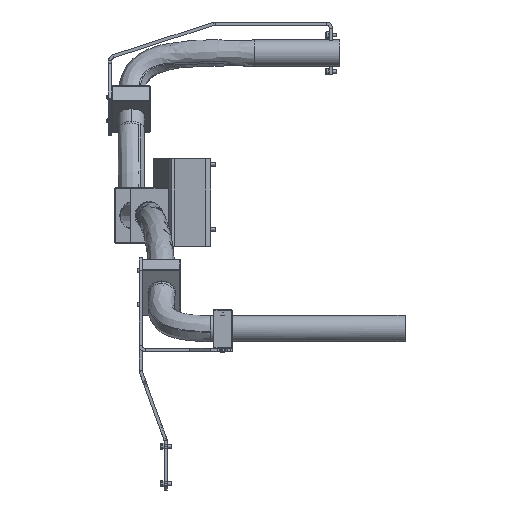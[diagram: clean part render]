
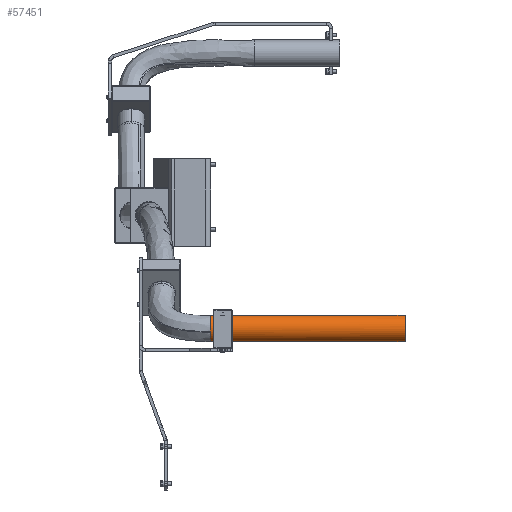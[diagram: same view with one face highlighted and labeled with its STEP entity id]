
A CAD part, front view. The second image highlights one B-rep face of the part: STEP entity #57451.
In plain terms, the highlighted cylindrical face has radius 21.25 mm (diameter 42.5 mm), a partial arc.
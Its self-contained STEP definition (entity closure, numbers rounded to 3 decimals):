
#119 = CIRCLE ( 'NONE', #47114, 21.25 ) ;
#533 = DIRECTION ( 'NONE',  ( 0., 0., -1. ) ) ;
#662 = DIRECTION ( 'NONE',  ( -1., 0., 0. ) ) ;
#963 = CARTESIAN_POINT ( 'NONE',  ( -13.765, 405.5, 124.75 ) ) ;
#1857 = ORIENTED_EDGE ( 'NONE', *, *, #37945, .T. ) ;
#5907 = AXIS2_PLACEMENT_3D ( 'NONE', #5984, #39331, #11687 ) ;
#5984 = CARTESIAN_POINT ( 'NONE',  ( -325.554, 405.5, 103.5 ) ) ;
#6508 = VERTEX_POINT ( 'NONE', #70073 ) ;
#7217 = EDGE_CURVE ( 'NONE', #65720, #15588, #51812, .T. ) ;
#8328 = ORIENTED_EDGE ( 'NONE', *, *, #47510, .F. ) ;
#9405 = EDGE_CURVE ( 'NONE', #15588, #25023, #18460, .T. ) ;
#10160 = EDGE_LOOP ( 'NONE', ( #39709, #43405, #8328, #34674, #1857 ) ) ;
#11296 = CARTESIAN_POINT ( 'NONE',  ( -325.554, 405.5, 103.5 ) ) ;
#11687 = DIRECTION ( 'NONE',  ( 0., 0.966, 0.26 ) ) ;
#12145 = DIRECTION ( 'NONE',  ( 0., 0.966, 0.26 ) ) ;
#15588 = VERTEX_POINT ( 'NONE', #61475 ) ;
#16827 = CARTESIAN_POINT ( 'NONE',  ( -13.765, 405.5, 103.5 ) ) ;
#18460 = LINE ( 'NONE', #34923, #48127 ) ;
#22440 = EDGE_CURVE ( 'NONE', #46132, #6508, #35536, .T. ) ;
#22576 = CARTESIAN_POINT ( 'NONE',  ( -325.554, 405.5, 103.5 ) ) ;
#25023 = VERTEX_POINT ( 'NONE', #963 ) ;
#26109 = AXIS2_PLACEMENT_3D ( 'NONE', #11296, #61157, #533 ) ;
#27589 = CIRCLE ( 'NONE', #5907, 21.25 ) ;
#34535 = AXIS2_PLACEMENT_3D ( 'NONE', #22576, #40531, #12145 ) ;
#34674 = ORIENTED_EDGE ( 'NONE', *, *, #22440, .T. ) ;
#34923 = CARTESIAN_POINT ( 'NONE',  ( -325.554, 405.5, 124.75 ) ) ;
#35536 = LINE ( 'NONE', #50660, #59421 ) ;
#37945 = EDGE_CURVE ( 'NONE', #6508, #25023, #119, .T. ) ;
#38707 = DIRECTION ( 'NONE',  ( 0., 0.966, 0.26 ) ) ;
#39331 = DIRECTION ( 'NONE',  ( -1., 0., 0. ) ) ;
#39709 = ORIENTED_EDGE ( 'NONE', *, *, #9405, .F. ) ;
#40297 = CARTESIAN_POINT ( 'NONE',  ( -325.554, 405.5, 82.25 ) ) ;
#40531 = DIRECTION ( 'NONE',  ( -1., 0., 0. ) ) ;
#43405 = ORIENTED_EDGE ( 'NONE', *, *, #7217, .F. ) ;
#46132 = VERTEX_POINT ( 'NONE', #40297 ) ;
#47114 = AXIS2_PLACEMENT_3D ( 'NONE', #16827, #662, #38707 ) ;
#47510 = EDGE_CURVE ( 'NONE', #46132, #65720, #27589, .T. ) ;
#48127 = VECTOR ( 'NONE', #49732, 1000. ) ;
#49732 = DIRECTION ( 'NONE',  ( 1., 0., 0. ) ) ;
#50412 = FACE_OUTER_BOUND ( 'NONE', #10160, .T. ) ;
#50572 = CARTESIAN_POINT ( 'NONE',  ( -325.554, 384.981, 97.974 ) ) ;
#50660 = CARTESIAN_POINT ( 'NONE',  ( -325.554, 405.5, 82.25 ) ) ;
#51812 = CIRCLE ( 'NONE', #34535, 21.25 ) ;
#57423 = DIRECTION ( 'NONE',  ( 1., 0., 0. ) ) ;
#57451 = ADVANCED_FACE ( 'NONE', ( #50412 ), #60461, .T. ) ;
#59421 = VECTOR ( 'NONE', #57423, 1000. ) ;
#60461 = CYLINDRICAL_SURFACE ( 'NONE', #26109, 21.25 ) ;
#61157 = DIRECTION ( 'NONE',  ( 1., 0., 0. ) ) ;
#61475 = CARTESIAN_POINT ( 'NONE',  ( -325.554, 405.5, 124.75 ) ) ;
#65720 = VERTEX_POINT ( 'NONE', #50572 ) ;
#70073 = CARTESIAN_POINT ( 'NONE',  ( -13.765, 405.5, 82.25 ) ) ;
